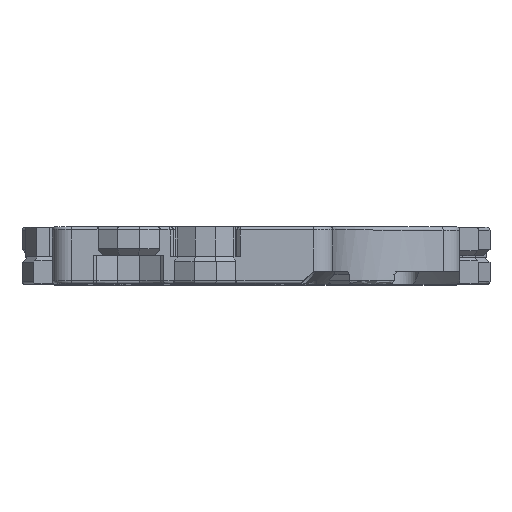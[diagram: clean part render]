
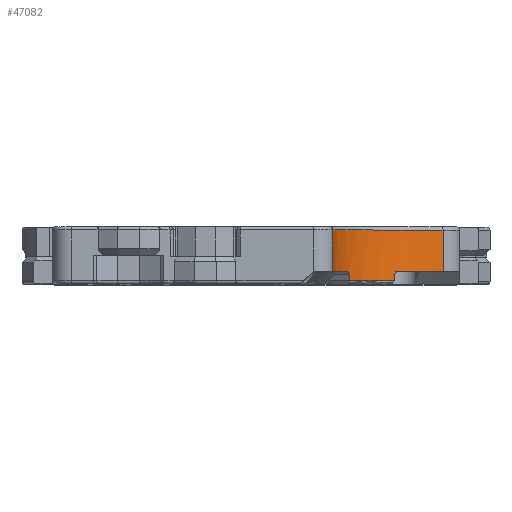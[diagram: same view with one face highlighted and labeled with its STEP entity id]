
A CAD part, top view. The second image highlights one B-rep face of the part: STEP entity #47082.
In plain terms, the highlighted cylindrical face has radius 20.1 mm (diameter 40.2 mm), a partial arc.
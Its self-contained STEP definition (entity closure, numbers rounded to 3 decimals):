
#15970=CARTESIAN_POINT('',(46.441,-7.,54.219));
#15971=CARTESIAN_POINT('',(46.525,-7.166,
54.068));
#15972=CARTESIAN_POINT('',(46.611,-7.333,
53.918));
#15973=CARTESIAN_POINT('',(46.698,-7.5,53.769));
#15996=CARTESIAN_POINT('',(46.698,-8.5,53.769));
#16068=CARTESIAN_POINT('',(64.,-8.5,64.));
#16069=DIRECTION('',(0.,-1.,0.));
#16070=DIRECTION('',(-0.861,0.,-0.509));
#16071=AXIS2_PLACEMENT_3D('',#16068,#16069,#16070);
#16073=CARTESIAN_POINT('',(64.,-0.5,64.));
#16074=DIRECTION('',(0.,-1.,0.));
#16075=DIRECTION('',(-0.992,0.,-0.13));
#16076=AXIS2_PLACEMENT_3D('',#16073,#16074,#16075);
#16078=DIRECTION('',(0.,-1.,0.));
#16079=VECTOR('',#16078,6.5);
#16080=CARTESIAN_POINT('',(61.39,-0.5,44.07));
#16081=LINE('',#16080,#16079);
#16082=CARTESIAN_POINT('',(64.,-7.,64.));
#16083=DIRECTION('',(0.,1.,0.));
#16084=DIRECTION('',(-0.13,0.,-0.992));
#16085=AXIS2_PLACEMENT_3D('',#16082,#16083,#16084);
#16087=DIRECTION('',(0.,1.,0.));
#16088=VECTOR('',#16087,1.);
#16089=CARTESIAN_POINT('',(53.769,-8.5,46.698));
#16090=LINE('',#16089,#16088);
#16091=DIRECTION('',(0.,1.,0.));
#16092=VECTOR('',#16091,1.);
#16093=CARTESIAN_POINT('',(46.698,-8.5,53.769));
#16094=LINE('',#16093,#16092);
#16095=CARTESIAN_POINT('',(64.,-7.,64.));
#16096=DIRECTION('',(0.,1.,0.));
#16097=DIRECTION('',(-0.874,0.,-0.487));
#16098=AXIS2_PLACEMENT_3D('',#16095,#16096,#16097);
#18583=CARTESIAN_POINT('',(53.769,-8.5,46.698));
#18596=CARTESIAN_POINT('',(53.769,-7.5,46.698));
#18597=CARTESIAN_POINT('',(53.918,-7.333,
46.611));
#18598=CARTESIAN_POINT('',(54.068,-7.166,
46.525));
#18599=CARTESIAN_POINT('',(54.219,-7.,46.441));
#19549=DIRECTION('',(0.,-1.,0.));
#19550=VECTOR('',#19549,6.5);
#19551=CARTESIAN_POINT('',(44.07,-0.5,61.39));
#19552=LINE('',#19551,#19550);
#22924=CARTESIAN_POINT('',(61.39,-0.5,44.07));
#22926=VERTEX_POINT('',#22924);
#22930=CARTESIAN_POINT('',(44.07,-0.5,61.39));
#22931=VERTEX_POINT('',#22930);
#23537=CARTESIAN_POINT('',(44.07,-7.,61.39));
#23539=VERTEX_POINT('',#23537);
#23541=CARTESIAN_POINT('',(61.39,-7.,44.07));
#23543=VERTEX_POINT('',#23541);
#23568=CARTESIAN_POINT('',(54.219,-7.,46.441));
#23569=VERTEX_POINT('',#23568);
#23572=CARTESIAN_POINT('',(46.441,-7.,54.219));
#23573=VERTEX_POINT('',#23572);
#23576=VERTEX_POINT('',#15973);
#23577=VERTEX_POINT('',#18596);
#24925=VERTEX_POINT('',#15996);
#24926=VERTEX_POINT('',#18583);
#47060=CARTESIAN_POINT('',(64.,0.,64.));
#47061=DIRECTION('',(0.,1.,0.));
#47062=DIRECTION('',(0.,0.,-1.));
#47063=AXIS2_PLACEMENT_3D('',#47060,#47061,#47062);
#47064=CYLINDRICAL_SURFACE('',#47063,20.1);
#47066=ORIENTED_EDGE('',*,*,#47065,.T.);
#47068=ORIENTED_EDGE('',*,*,#47067,.T.);
#47069=ORIENTED_EDGE('',*,*,#46588,.T.);
#47071=ORIENTED_EDGE('',*,*,#47070,.F.);
#47073=ORIENTED_EDGE('',*,*,#47072,.F.);
#47074=ORIENTED_EDGE('',*,*,#47053,.F.);
#47075=ORIENTED_EDGE('',*,*,#46925,.T.);
#47076=ORIENTED_EDGE('',*,*,#46911,.F.);
#47077=ORIENTED_EDGE('',*,*,#46572,.T.);
#47079=ORIENTED_EDGE('',*,*,#47078,.F.);
#47080=EDGE_LOOP('',(#47066,#47068,#47069,#47071,#47073,#47074,#47075,#47076,
#47077,#47079));
#47081=FACE_OUTER_BOUND('',#47080,.F.);
#47082=ADVANCED_FACE('',(#47081),#47064,.F.);
#15974=B_SPLINE_CURVE_WITH_KNOTS('',3,(#15970,#15971,#15972,#15973),
.UNSPECIFIED.,.F.,.F.,(4,4),(0.,1.),.UNSPECIFIED.);
#16072=CIRCLE('',#16071,20.1);
#16077=CIRCLE('',#16076,20.1);
#16086=CIRCLE('',#16085,20.1);
#16099=CIRCLE('',#16098,20.1);
#18600=B_SPLINE_CURVE_WITH_KNOTS('',3,(#18596,#18597,#18598,#18599),
.UNSPECIFIED.,.F.,.F.,(4,4),(0.,1.),.UNSPECIFIED.);
#46572=EDGE_CURVE('',#23573,#23539,#16099,.T.);
#46588=EDGE_CURVE('',#23543,#23569,#16086,.T.);
#46911=EDGE_CURVE('',#23573,#23576,#15974,.T.);
#46925=EDGE_CURVE('',#24925,#23576,#16094,.T.);
#47053=EDGE_CURVE('',#24925,#24926,#16072,.T.);
#47065=EDGE_CURVE('',#22931,#22926,#16077,.T.);
#47067=EDGE_CURVE('',#22926,#23543,#16081,.T.);
#47070=EDGE_CURVE('',#23577,#23569,#18600,.T.);
#47072=EDGE_CURVE('',#24926,#23577,#16090,.T.);
#47078=EDGE_CURVE('',#22931,#23539,#19552,.T.);
